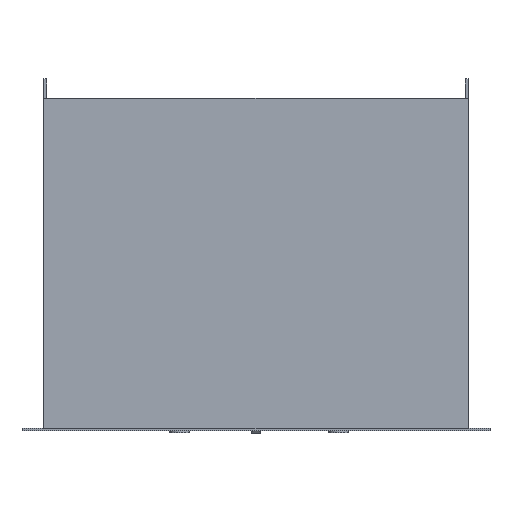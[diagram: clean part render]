
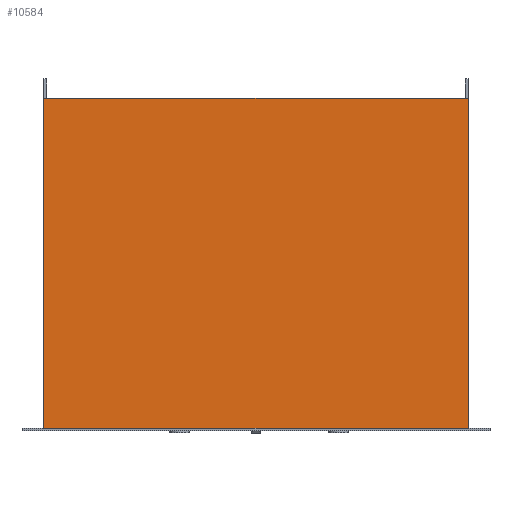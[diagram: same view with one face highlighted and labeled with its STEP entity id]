
A CAD part, top view. The second image highlights one B-rep face of the part: STEP entity #10584.
In plain terms, the highlighted planar face has unit normal (0, 0, 1).
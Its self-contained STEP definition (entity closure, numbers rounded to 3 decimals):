
#10270 = VERTEX_POINT('',#10271);
#10271 = CARTESIAN_POINT('',(0.,0.,44.5));
#10278 = PLANE('',#10279);
#10279 = AXIS2_PLACEMENT_3D('',#10280,#10281,#10282);
#10280 = CARTESIAN_POINT('',(0.,0.,0.));
#10281 = DIRECTION('',(0.,1.,0.));
#10282 = DIRECTION('',(1.,0.,0.));
#10290 = PLANE('',#10291);
#10291 = AXIS2_PLACEMENT_3D('',#10292,#10293,#10294);
#10292 = CARTESIAN_POINT('',(0.,340.,0.));
#10293 = DIRECTION('',(1.,0.,0.));
#10294 = DIRECTION('',(0.,-1.,0.));
#10302 = EDGE_CURVE('',#10270,#10303,#10305,.T.);
#10303 = VERTEX_POINT('',#10304);
#10304 = CARTESIAN_POINT('',(438.,0.,44.5));
#10305 = SURFACE_CURVE('',#10306,(#10310,#10317),.PCURVE_S1.);
#10306 = LINE('',#10307,#10308);
#10307 = CARTESIAN_POINT('',(0.,0.,44.5));
#10308 = VECTOR('',#10309,1.);
#10309 = DIRECTION('',(1.,0.,0.));
#10310 = PCURVE('',#10278,#10311);
#10311 = DEFINITIONAL_REPRESENTATION('',(#10312),#10316);
#10312 = LINE('',#10313,#10314);
#10313 = CARTESIAN_POINT('',(0.,-44.5));
#10314 = VECTOR('',#10315,1.);
#10315 = DIRECTION('',(1.,0.));
#10316 = ( GEOMETRIC_REPRESENTATION_CONTEXT(2) 
PARAMETRIC_REPRESENTATION_CONTEXT() REPRESENTATION_CONTEXT('2D SPACE',''
  ) );
#10317 = PCURVE('',#10318,#10323);
#10318 = PLANE('',#10319);
#10319 = AXIS2_PLACEMENT_3D('',#10320,#10321,#10322);
#10320 = CARTESIAN_POINT('',(219.,170.,44.5));
#10321 = DIRECTION('',(0.,0.,1.));
#10322 = DIRECTION('',(1.,0.,0.));
#10323 = DEFINITIONAL_REPRESENTATION('',(#10324),#10328);
#10324 = LINE('',#10325,#10326);
#10325 = CARTESIAN_POINT('',(-219.,-170.));
#10326 = VECTOR('',#10327,1.);
#10327 = DIRECTION('',(1.,0.));
#10328 = ( GEOMETRIC_REPRESENTATION_CONTEXT(2) 
PARAMETRIC_REPRESENTATION_CONTEXT() REPRESENTATION_CONTEXT('2D SPACE',''
  ) );
#10346 = PLANE('',#10347);
#10347 = AXIS2_PLACEMENT_3D('',#10348,#10349,#10350);
#10348 = CARTESIAN_POINT('',(438.,0.,0.));
#10349 = DIRECTION('',(-1.,0.,0.));
#10350 = DIRECTION('',(0.,1.,0.));
#10388 = EDGE_CURVE('',#10303,#10389,#10391,.T.);
#10389 = VERTEX_POINT('',#10390);
#10390 = CARTESIAN_POINT('',(438.,340.,44.5));
#10391 = SURFACE_CURVE('',#10392,(#10396,#10403),.PCURVE_S1.);
#10392 = LINE('',#10393,#10394);
#10393 = CARTESIAN_POINT('',(438.,0.,44.5));
#10394 = VECTOR('',#10395,1.);
#10395 = DIRECTION('',(0.,1.,0.));
#10396 = PCURVE('',#10346,#10397);
#10397 = DEFINITIONAL_REPRESENTATION('',(#10398),#10402);
#10398 = LINE('',#10399,#10400);
#10399 = CARTESIAN_POINT('',(0.,-44.5));
#10400 = VECTOR('',#10401,1.);
#10401 = DIRECTION('',(1.,0.));
#10402 = ( GEOMETRIC_REPRESENTATION_CONTEXT(2) 
PARAMETRIC_REPRESENTATION_CONTEXT() REPRESENTATION_CONTEXT('2D SPACE',''
  ) );
#10403 = PCURVE('',#10318,#10404);
#10404 = DEFINITIONAL_REPRESENTATION('',(#10405),#10409);
#10405 = LINE('',#10406,#10407);
#10406 = CARTESIAN_POINT('',(219.,-170.));
#10407 = VECTOR('',#10408,1.);
#10408 = DIRECTION('',(0.,1.));
#10409 = ( GEOMETRIC_REPRESENTATION_CONTEXT(2) 
PARAMETRIC_REPRESENTATION_CONTEXT() REPRESENTATION_CONTEXT('2D SPACE',''
  ) );
#10427 = PLANE('',#10428);
#10428 = AXIS2_PLACEMENT_3D('',#10429,#10430,#10431);
#10429 = CARTESIAN_POINT('',(438.,340.,0.));
#10430 = DIRECTION('',(0.,-1.,0.));
#10431 = DIRECTION('',(-1.,0.,0.));
#10464 = EDGE_CURVE('',#10389,#10465,#10467,.T.);
#10465 = VERTEX_POINT('',#10466);
#10466 = CARTESIAN_POINT('',(0.,340.,44.5));
#10467 = SURFACE_CURVE('',#10468,(#10472,#10479),.PCURVE_S1.);
#10468 = LINE('',#10469,#10470);
#10469 = CARTESIAN_POINT('',(438.,340.,44.5));
#10470 = VECTOR('',#10471,1.);
#10471 = DIRECTION('',(-1.,0.,0.));
#10472 = PCURVE('',#10427,#10473);
#10473 = DEFINITIONAL_REPRESENTATION('',(#10474),#10478);
#10474 = LINE('',#10475,#10476);
#10475 = CARTESIAN_POINT('',(0.,-44.5));
#10476 = VECTOR('',#10477,1.);
#10477 = DIRECTION('',(1.,0.));
#10478 = ( GEOMETRIC_REPRESENTATION_CONTEXT(2) 
PARAMETRIC_REPRESENTATION_CONTEXT() REPRESENTATION_CONTEXT('2D SPACE',''
  ) );
#10479 = PCURVE('',#10318,#10480);
#10480 = DEFINITIONAL_REPRESENTATION('',(#10481),#10485);
#10481 = LINE('',#10482,#10483);
#10482 = CARTESIAN_POINT('',(219.,170.));
#10483 = VECTOR('',#10484,1.);
#10484 = DIRECTION('',(-1.,0.));
#10485 = ( GEOMETRIC_REPRESENTATION_CONTEXT(2) 
PARAMETRIC_REPRESENTATION_CONTEXT() REPRESENTATION_CONTEXT('2D SPACE',''
  ) );
#10535 = EDGE_CURVE('',#10465,#10270,#10536,.T.);
#10536 = SURFACE_CURVE('',#10537,(#10541,#10548),.PCURVE_S1.);
#10537 = LINE('',#10538,#10539);
#10538 = CARTESIAN_POINT('',(0.,340.,44.5));
#10539 = VECTOR('',#10540,1.);
#10540 = DIRECTION('',(0.,-1.,0.));
#10541 = PCURVE('',#10290,#10542);
#10542 = DEFINITIONAL_REPRESENTATION('',(#10543),#10547);
#10543 = LINE('',#10544,#10545);
#10544 = CARTESIAN_POINT('',(0.,-44.5));
#10545 = VECTOR('',#10546,1.);
#10546 = DIRECTION('',(1.,0.));
#10547 = ( GEOMETRIC_REPRESENTATION_CONTEXT(2) 
PARAMETRIC_REPRESENTATION_CONTEXT() REPRESENTATION_CONTEXT('2D SPACE',''
  ) );
#10548 = PCURVE('',#10318,#10549);
#10549 = DEFINITIONAL_REPRESENTATION('',(#10550),#10554);
#10550 = LINE('',#10551,#10552);
#10551 = CARTESIAN_POINT('',(-219.,170.));
#10552 = VECTOR('',#10553,1.);
#10553 = DIRECTION('',(0.,-1.));
#10554 = ( GEOMETRIC_REPRESENTATION_CONTEXT(2) 
PARAMETRIC_REPRESENTATION_CONTEXT() REPRESENTATION_CONTEXT('2D SPACE',''
  ) );
#10584 = ADVANCED_FACE('',(#10585),#10318,.T.);
#10585 = FACE_BOUND('',#10586,.T.);
#10586 = EDGE_LOOP('',(#10587,#10588,#10589,#10590));
#10587 = ORIENTED_EDGE('',*,*,#10302,.T.);
#10588 = ORIENTED_EDGE('',*,*,#10388,.T.);
#10589 = ORIENTED_EDGE('',*,*,#10464,.T.);
#10590 = ORIENTED_EDGE('',*,*,#10535,.T.);
